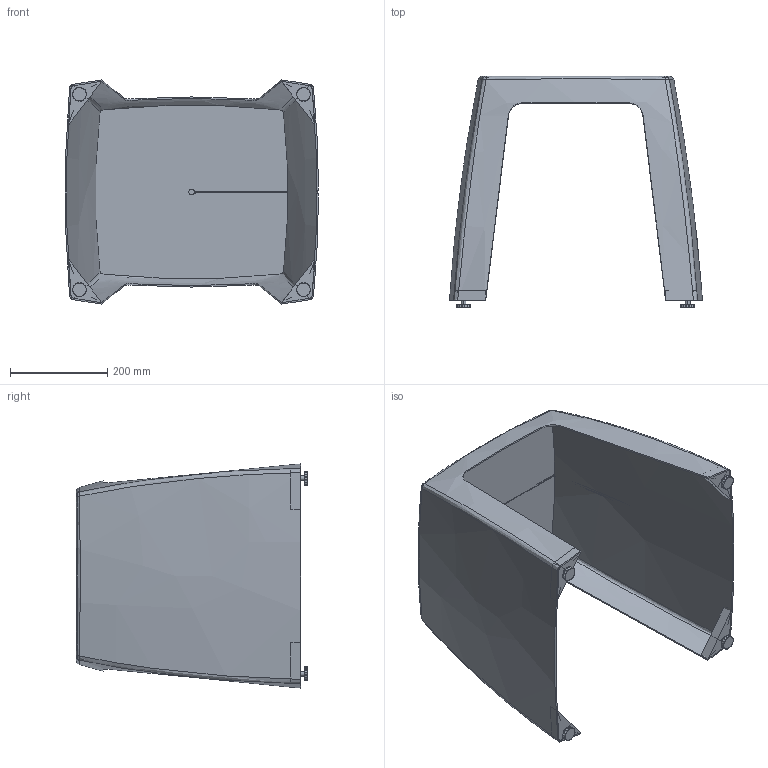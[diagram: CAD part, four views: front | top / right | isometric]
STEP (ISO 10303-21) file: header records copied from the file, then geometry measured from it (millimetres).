
FILE_DESCRIPTION (( 'STEP AP214' ), '1' );
FILE_NAME ('TOB45 STEP.STEP', '2021-05-12T09:39:06', ( '' ), ( '' ), 'SwSTEP 2.0', 'SolidWorks 2020', '' );
FILE_SCHEMA (( 'AUTOMOTIVE_DESIGN' ));
Length unit declared in the file: millimetre
Products named in the file (3): tob45_Domyslna; TOB45 STEP; Stelvoet DUPO Ø29 M10x19
Assembly tree (5 placements, depth 2):
  TOB45 STEP
    tob45_Domyslna
    Stelvoet DUPO Ø29 M10x19  x4
Bounding box: 519.26 x 475.09 x 460 mm (x, y, z)
Volume: 2172675.8 mm3; surface area: 1379699 mm2
Topology: 9 solids, 9 shells, 279 faces, 752 edges, 465 vertices
Faces by surface type: cylinder 160, bspline 94, plane 19, sphere 4, torus 2
Entity records: 26773 total; most frequent: CARTESIAN_POINT 23125, ORIENTED_EDGE 794, DIRECTION 409, EDGE_CURVE 397, VERTEX_POINT 243, B_SPLINE_CURVE_WITH_KNOTS 236, AXIS2_PLACEMENT_3D 175, EDGE_LOOP 160
